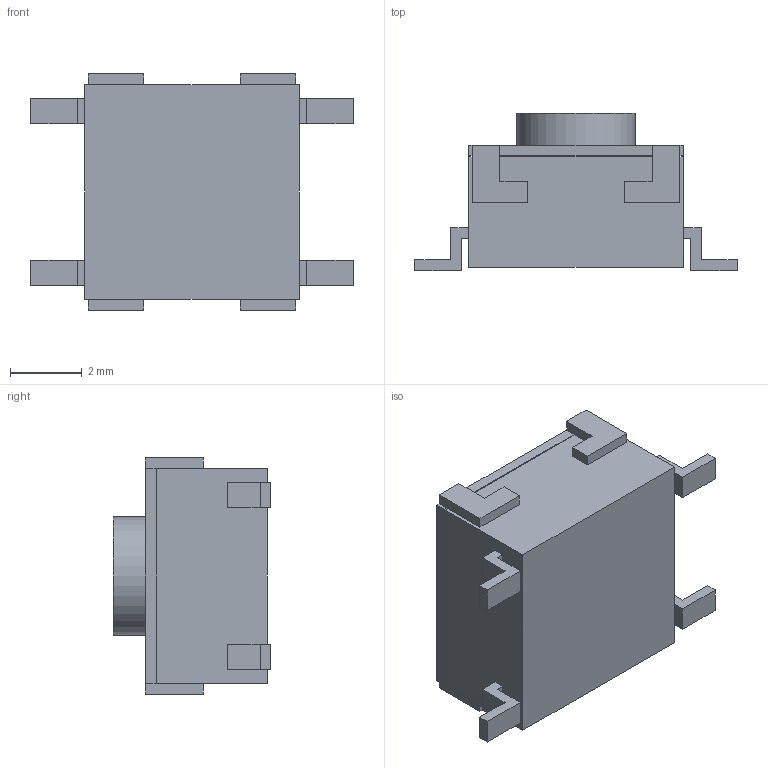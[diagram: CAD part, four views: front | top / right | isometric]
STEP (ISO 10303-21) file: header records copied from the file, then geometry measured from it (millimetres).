
FILE_DESCRIPTION(/* description */ (''),/* implementation_level */ '2;1');
FILE_NAME(/* name */ 'B3S_100.step',/* time_stamp */ '2024-03-20T13:35:24+01:00',/* author */ (''),/* organization */ (''),/* preprocessor_version */ 'ST-DEVELOPER v20',/* originating_system */ 'Autodesk Translation Framework v12.20.1.177',/* authorisation */ '');
FILE_SCHEMA (('AUTOMOTIVE_DESIGN { 1 0 10303 214 3 1 1 }'));
Length unit declared in the file: millimetre
Products named in the file (1): (Unsaved)
Bounding box: 9 x 4.4 x 6.6 mm (x, y, z)
Volume: 134.1 mm3; surface area: 199.1 mm2
Topology: 1 solids, 1 shells, 86 faces, 239 edges, 154 vertices
Faces by surface type: plane 85, cylinder 1
Full cylindrical faces by diameter (mm): 3.3 x1
Entity records: 2726 total; most frequent: CARTESIAN_POINT 480, ORIENTED_EDGE 478, DIRECTION 415, EDGE_CURVE 239, LINE 237, VECTOR 237, VERTEX_POINT 154, EDGE_LOOP 93
